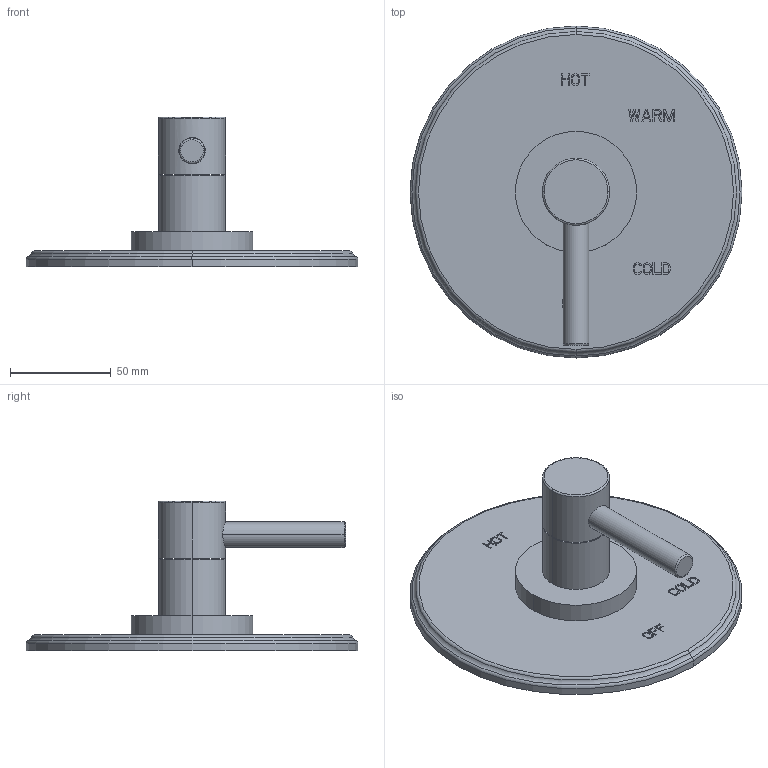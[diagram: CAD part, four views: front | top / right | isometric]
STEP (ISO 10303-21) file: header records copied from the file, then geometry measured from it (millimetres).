
FILE_DESCRIPTION((''),'2;1');
FILE_NAME('4-1504BP','2021-06-03T10:25:56',('jinson.thomas'),(''),'CREO PARAMETRIC BY PTC INC, 2018400','CREO PARAMETRIC BY PTC INC, 2018400','');
FILE_SCHEMA(('CONFIG_CONTROL_DESIGN'));
Length unit declared in the file: inch
Products named in the file (1): 4-1504BP
Bounding box: 165.1 x 165.1 x 74.57 mm (x, y, z)
Volume: 250449 mm3; surface area: 57787 mm2
Topology: 1 solids, 1 shells, 359 faces, 983 edges, 652 vertices
Faces by surface type: plane 335, cylinder 14, torus 10
Entity records: 11253 total; most frequent: CARTESIAN_POINT 2048, ORIENTED_EDGE 1966, DIRECTION 1745, EDGE_CURVE 983, VECTOR 935, LINE 935, VERTEX_POINT 652, AXIS2_PLACEMENT_3D 405
